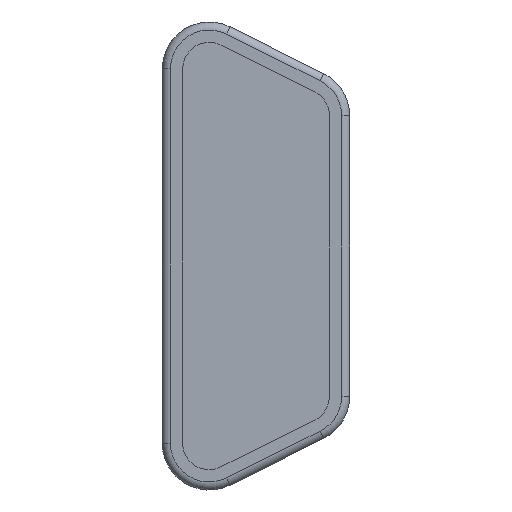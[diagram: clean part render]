
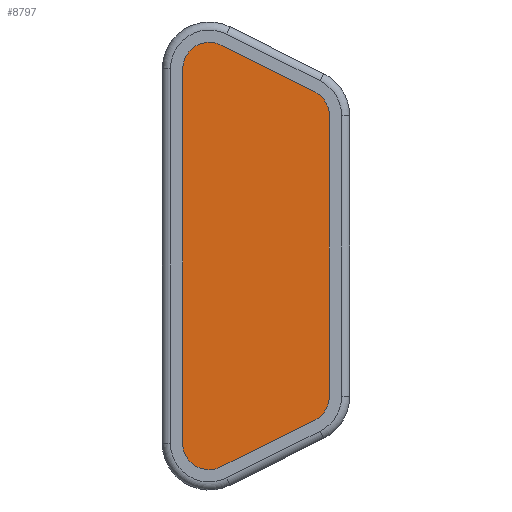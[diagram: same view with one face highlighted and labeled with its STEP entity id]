
A CAD part, front view. The second image highlights one B-rep face of the part: STEP entity #8797.
In plain terms, the highlighted planar face has unit normal (0, -1, 0).
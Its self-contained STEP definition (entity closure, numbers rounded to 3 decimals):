
#3036=CARTESIAN_POINT('',(21.635,0.2,83.594));
#3037=DIRECTION('',(0.,-1.,0.));
#3038=DIRECTION('',(1.,0.,0.));
#3039=AXIS2_PLACEMENT_3D('',#3036,#3037,#3038);
#3041=DIRECTION('',(0.,0.,1.));
#3042=VECTOR('',#3041,68.971);
#3043=CARTESIAN_POINT('',(28.118,0.2,14.621));
#3044=LINE('',#3043,#3042);
#3045=CARTESIAN_POINT('',(21.618,0.2,14.623));
#3046=DIRECTION('',(0.,-1.,0.));
#3047=DIRECTION('',(0.446,0.,-0.895));
#3048=AXIS2_PLACEMENT_3D('',#3045,#3046,#3047);
#3050=DIRECTION('',(0.895,0.,0.446));
#3051=VECTOR('',#3050,25.704);
#3052=CARTESIAN_POINT('',(1.516,0.2,-2.664));
#3053=LINE('',#3052,#3051);
#3054=CARTESIAN_POINT('',(-1.385,0.2,3.153));
#3055=DIRECTION('',(0.,-1.,0.));
#3056=DIRECTION('',(0.,0.,-1.));
#3057=AXIS2_PLACEMENT_3D('',#3054,#3055,#3056);
#3059=CARTESIAN_POINT('',(-1.385,0.2,3.153));
#3060=DIRECTION('',(0.,-1.,0.));
#3061=DIRECTION('',(-1.,0.,0.));
#3062=AXIS2_PLACEMENT_3D('',#3059,#3060,#3061);
#3064=DIRECTION('',(0.,0.,-1.));
#3065=VECTOR('',#3064,91.921);
#3066=CARTESIAN_POINT('',(-7.862,0.2,95.076));
#3067=LINE('',#3066,#3065);
#3068=CARTESIAN_POINT('',(-1.362,0.2,95.075));
#3069=DIRECTION('',(0.,-1.,0.));
#3070=DIRECTION('',(0.,0.,1.));
#3071=AXIS2_PLACEMENT_3D('',#3068,#3069,#3070);
#3073=CARTESIAN_POINT('',(-1.362,0.2,95.075));
#3074=DIRECTION('',(0.,-1.,0.));
#3075=DIRECTION('',(0.447,0.,0.895));
#3076=AXIS2_PLACEMENT_3D('',#3073,#3074,#3075);
#3078=DIRECTION('',(-0.895,0.,0.447));
#3079=VECTOR('',#3078,25.704);
#3080=CARTESIAN_POINT('',(24.538,0.2,89.41));
#3081=LINE('',#3080,#3079);
#3206=CARTESIAN_POINT('',(24.538,0.2,89.41));
#3207=VERTEX_POINT('',#3206);
#3208=CARTESIAN_POINT('',(28.135,0.2,83.593));
#3209=VERTEX_POINT('',#3208);
#3210=CARTESIAN_POINT('',(28.118,0.2,14.621));
#3211=VERTEX_POINT('',#3210);
#3212=CARTESIAN_POINT('',(24.519,0.2,8.806));
#3213=VERTEX_POINT('',#3212);
#3214=CARTESIAN_POINT('',(1.516,0.2,-2.664));
#3215=VERTEX_POINT('',#3214);
#3216=CARTESIAN_POINT('',(-1.386,0.2,-3.347));
#3217=VERTEX_POINT('',#3216);
#3218=CARTESIAN_POINT('',(-7.885,0.2,3.155));
#3219=VERTEX_POINT('',#3218);
#3220=CARTESIAN_POINT('',(-7.862,0.2,95.076));
#3221=VERTEX_POINT('',#3220);
#3222=CARTESIAN_POINT('',(-1.361,0.2,101.575));
#3223=VERTEX_POINT('',#3222);
#3224=CARTESIAN_POINT('',(1.541,0.2,100.89));
#3225=VERTEX_POINT('',#3224);
#8780=CARTESIAN_POINT('',(10.127,0.2,49.111));
#8781=DIRECTION('',(0.,1.,0.));
#8782=DIRECTION('',(0.,0.,-1.));
#8783=AXIS2_PLACEMENT_3D('',#8780,#8781,#8782);
#8784=PLANE('',#8783);
#8785=ORIENTED_EDGE('',*,*,#8614,.F.);
#8786=ORIENTED_EDGE('',*,*,#8636,.F.);
#8787=ORIENTED_EDGE('',*,*,#8657,.F.);
#8788=ORIENTED_EDGE('',*,*,#8678,.F.);
#8789=ORIENTED_EDGE('',*,*,#8702,.F.);
#8790=ORIENTED_EDGE('',*,*,#8700,.F.);
#8791=ORIENTED_EDGE('',*,*,#8723,.F.);
#8792=ORIENTED_EDGE('',*,*,#8747,.F.);
#8793=ORIENTED_EDGE('',*,*,#8745,.F.);
#8794=ORIENTED_EDGE('',*,*,#8767,.F.);
#8795=EDGE_LOOP('',(#8785,#8786,#8787,#8788,#8789,#8790,#8791,#8792,#8793,
#8794));
#8796=FACE_OUTER_BOUND('',#8795,.F.);
#8797=ADVANCED_FACE('',(#8796),#8784,.F.);
#3040=CIRCLE('',#3039,6.5);
#3049=CIRCLE('',#3048,6.5);
#3058=CIRCLE('',#3057,6.5);
#3063=CIRCLE('',#3062,6.5);
#3072=CIRCLE('',#3071,6.5);
#3077=CIRCLE('',#3076,6.5);
#8614=EDGE_CURVE('',#3209,#3207,#3040,.T.);
#8636=EDGE_CURVE('',#3211,#3209,#3044,.T.);
#8657=EDGE_CURVE('',#3213,#3211,#3049,.T.);
#8678=EDGE_CURVE('',#3215,#3213,#3053,.T.);
#8700=EDGE_CURVE('',#3219,#3217,#3063,.T.);
#8702=EDGE_CURVE('',#3217,#3215,#3058,.T.);
#8723=EDGE_CURVE('',#3221,#3219,#3067,.T.);
#8745=EDGE_CURVE('',#3225,#3223,#3077,.T.);
#8747=EDGE_CURVE('',#3223,#3221,#3072,.T.);
#8767=EDGE_CURVE('',#3207,#3225,#3081,.T.);
